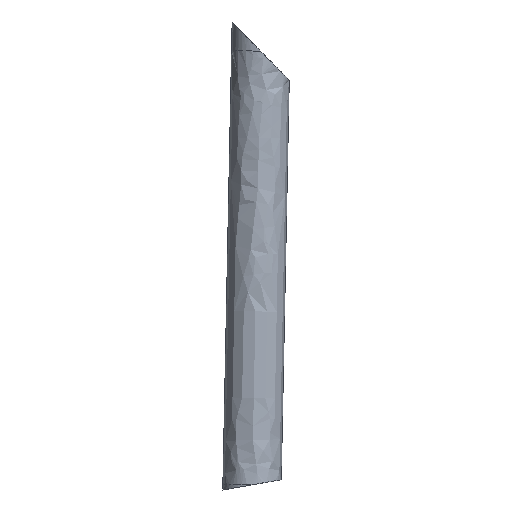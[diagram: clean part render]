
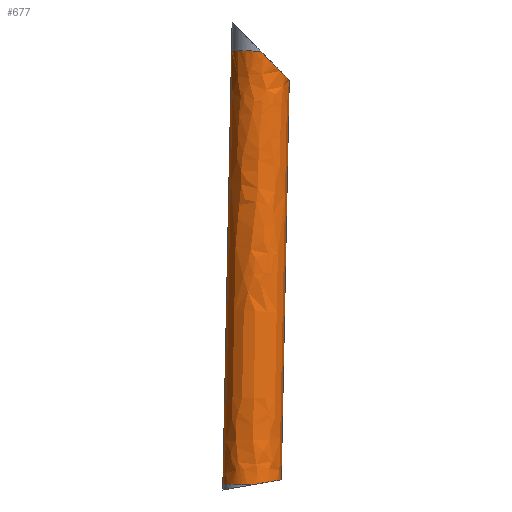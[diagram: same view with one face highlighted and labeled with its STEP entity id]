
A CAD part, left-side view. The second image highlights one B-rep face of the part: STEP entity #677.
In plain terms, the highlighted free-form (B-spline) face has degree [5, 4] with [6, 5] control points.
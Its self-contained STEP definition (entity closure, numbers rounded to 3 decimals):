
#61=CARTESIAN_POINT('Vertex',(-2165.,305.777,326.693)) ;
#66=CARTESIAN_POINT('Axis2P3D Location',(-2165.,293.28,326.443)) ;
#70=CARTESIAN_POINT('Vertex',(-2177.5,293.28,326.443)) ;
#277=CARTESIAN_POINT('Vertex',(-2165.,309.497,140.73)) ;
#418=CARTESIAN_POINT('Control Point',(-2165.,284.453,142.684)) ;
#419=CARTESIAN_POINT('Control Point',(-2166.115,284.453,142.684)) ;
#420=CARTESIAN_POINT('Control Point',(-2167.244,284.578,142.662)) ;
#421=CARTESIAN_POINT('Control Point',(-2168.367,284.834,142.617)) ;
#422=CARTESIAN_POINT('Control Point',(-2170.527,285.6,142.483)) ;
#423=CARTESIAN_POINT('Control Point',(-2172.484,286.852,142.263)) ;
#424=CARTESIAN_POINT('Control Point',(-2173.381,287.584,142.134)) ;
#425=CARTESIAN_POINT('Control Point',(-2174.993,289.244,141.843)) ;
#426=CARTESIAN_POINT('Control Point',(-2176.194,291.237,141.492)) ;
#427=CARTESIAN_POINT('Control Point',(-2176.676,292.3,141.306)) ;
#428=CARTESIAN_POINT('Control Point',(-2177.185,293.882,141.028)) ;
#429=CARTESIAN_POINT('Control Point',(-2177.427,295.519,140.74)) ;
#430=CARTESIAN_POINT('Control Point',(-2177.476,296.011,140.654)) ;
#431=CARTESIAN_POINT('Control Point',(-2177.5,296.506,140.567)) ;
#432=CARTESIAN_POINT('Control Point',(-2177.5,297.,140.48)) ;
#433=CARTESIAN_POINT('Vertex',(-2165.,284.453,142.684)) ;
#435=CARTESIAN_POINT('Vertex',(-2177.5,297.,140.48)) ;
#485=CARTESIAN_POINT('Axis2P3D Location',(-2165.,297.,140.48)) ;
#528=CARTESIAN_POINT('Control Point',(-2165.,305.777,326.693)) ;
#529=CARTESIAN_POINT('Control Point',(-2165.,306.521,289.5)) ;
#530=CARTESIAN_POINT('Control Point',(-2165.,307.265,252.308)) ;
#531=CARTESIAN_POINT('Control Point',(-2165.,308.009,215.115)) ;
#532=CARTESIAN_POINT('Control Point',(-2165.,308.753,177.923)) ;
#533=CARTESIAN_POINT('Control Point',(-2165.,309.497,140.73)) ;
#560=CARTESIAN_POINT('Vertex',(-2165.,281.028,313.943)) ;
#564=CARTESIAN_POINT('Control Point',(-2165.,281.028,313.943)) ;
#565=CARTESIAN_POINT('Control Point',(-2165.,281.713,279.691)) ;
#566=CARTESIAN_POINT('Control Point',(-2165.,282.398,245.439)) ;
#567=CARTESIAN_POINT('Control Point',(-2165.,283.083,211.188)) ;
#568=CARTESIAN_POINT('Control Point',(-2165.,283.768,176.936)) ;
#569=CARTESIAN_POINT('Control Point',(-2165.,284.453,142.684)) ;
#586=CARTESIAN_POINT('Control Point',(-2165.,281.028,313.943)) ;
#587=CARTESIAN_POINT('Control Point',(-2165.617,281.028,313.943)) ;
#588=CARTESIAN_POINT('Control Point',(-2166.238,281.065,313.981)) ;
#589=CARTESIAN_POINT('Control Point',(-2166.858,281.141,314.058)) ;
#590=CARTESIAN_POINT('Control Point',(-2168.005,281.353,314.275)) ;
#591=CARTESIAN_POINT('Control Point',(-2169.103,281.689,314.617)) ;
#592=CARTESIAN_POINT('Control Point',(-2169.602,281.871,314.803)) ;
#593=CARTESIAN_POINT('Control Point',(-2170.606,282.297,315.238)) ;
#594=CARTESIAN_POINT('Control Point',(-2171.533,282.813,315.764)) ;
#595=CARTESIAN_POINT('Control Point',(-2171.99,283.102,316.059)) ;
#596=CARTESIAN_POINT('Control Point',(-2173.464,284.146,317.124)) ;
#597=CARTESIAN_POINT('Control Point',(-2174.663,285.374,318.377)) ;
#598=CARTESIAN_POINT('Control Point',(-2175.371,286.302,319.324)) ;
#599=CARTESIAN_POINT('Control Point',(-2176.513,288.211,321.272)) ;
#600=CARTESIAN_POINT('Control Point',(-2177.176,290.231,323.333)) ;
#601=CARTESIAN_POINT('Control Point',(-2177.392,291.242,324.364)) ;
#602=CARTESIAN_POINT('Control Point',(-2177.5,292.261,325.403)) ;
#603=CARTESIAN_POINT('Control Point',(-2177.5,293.28,326.443)) ;
#639=CARTESIAN_POINT('Control Point',(-2165.,280.783,326.193)) ;
#640=CARTESIAN_POINT('Control Point',(-2177.5,280.783,326.193)) ;
#641=CARTESIAN_POINT('Control Point',(-2183.75,293.28,326.443)) ;
#642=CARTESIAN_POINT('Control Point',(-2177.5,305.777,326.693)) ;
#643=CARTESIAN_POINT('Control Point',(-2165.,305.777,326.693)) ;
#644=CARTESIAN_POINT('Control Point',(-2165.,281.527,289.)) ;
#645=CARTESIAN_POINT('Control Point',(-2177.5,281.527,289.)) ;
#646=CARTESIAN_POINT('Control Point',(-2183.75,294.024,289.25)) ;
#647=CARTESIAN_POINT('Control Point',(-2177.5,306.521,289.5)) ;
#648=CARTESIAN_POINT('Control Point',(-2165.,306.521,289.5)) ;
#649=CARTESIAN_POINT('Control Point',(-2165.,282.271,251.808)) ;
#650=CARTESIAN_POINT('Control Point',(-2177.5,282.271,251.808)) ;
#651=CARTESIAN_POINT('Control Point',(-2183.75,294.768,252.058)) ;
#652=CARTESIAN_POINT('Control Point',(-2177.5,307.265,252.308)) ;
#653=CARTESIAN_POINT('Control Point',(-2165.,307.265,252.308)) ;
#654=CARTESIAN_POINT('Control Point',(-2165.,283.015,214.615)) ;
#655=CARTESIAN_POINT('Control Point',(-2177.5,283.015,214.615)) ;
#656=CARTESIAN_POINT('Control Point',(-2183.75,295.512,214.865)) ;
#657=CARTESIAN_POINT('Control Point',(-2177.5,308.009,215.115)) ;
#658=CARTESIAN_POINT('Control Point',(-2165.,308.009,215.115)) ;
#659=CARTESIAN_POINT('Control Point',(-2165.,283.759,177.423)) ;
#660=CARTESIAN_POINT('Control Point',(-2177.5,283.759,177.423)) ;
#661=CARTESIAN_POINT('Control Point',(-2183.75,296.256,177.673)) ;
#662=CARTESIAN_POINT('Control Point',(-2177.5,308.753,177.923)) ;
#663=CARTESIAN_POINT('Control Point',(-2165.,308.753,177.923)) ;
#664=CARTESIAN_POINT('Control Point',(-2165.,284.503,140.23)) ;
#665=CARTESIAN_POINT('Control Point',(-2177.5,284.503,140.23)) ;
#666=CARTESIAN_POINT('Control Point',(-2183.75,297.,140.48)) ;
#667=CARTESIAN_POINT('Control Point',(-2177.5,309.497,140.73)) ;
#668=CARTESIAN_POINT('Control Point',(-2165.,309.497,140.73)) ;
#67=DIRECTION('Axis2P3D Direction',(0.,0.02,-1.)) ;
#486=DIRECTION('Axis2P3D Direction',(0.,0.02,-1.)) ;
#68=AXIS2_PLACEMENT_3D('Circle Axis2P3D',#66,#67,$) ;
#487=AXIS2_PLACEMENT_3D('Circle Axis2P3D',#485,#486,$) ;
#670=ORIENTED_EDGE('',*,*,#437,.F.) ;
#671=ORIENTED_EDGE('',*,*,#570,.F.) ;
#672=ORIENTED_EDGE('',*,*,#604,.T.) ;
#673=ORIENTED_EDGE('',*,*,#72,.T.) ;
#674=ORIENTED_EDGE('',*,*,#534,.T.) ;
#675=ORIENTED_EDGE('',*,*,#489,.F.) ;
#677=ADVANCED_FACE('Corps principal',(#676),#638,.F.) ;
#417=B_SPLINE_CURVE_WITH_KNOTS('',5,(#418,#419,#420,#421,#422,#423,#424,#425,#426,#427,#428,#429,#430,#431,#432),.UNSPECIFIED.,.F.,.U.,(6,3,3,3,6),(0.,8.332,16.471,24.585,28.046),.UNSPECIFIED.) ;
#585=B_SPLINE_CURVE_WITH_KNOTS('',5,(#586,#587,#588,#589,#590,#591,#592,#593,#594,#595,#596,#597,#598,#599,#600,#601,#602,#603),.UNSPECIFIED.,.F.,.U.,(6,3,3,3,3,6),(0.,4.611,8.652,13.018,23.469,33.627),.UNSPECIFIED.) ;
#69=CIRCLE('generated circle',#68,12.5) ;
#488=CIRCLE('generated circle',#487,12.5) ;
#72=EDGE_CURVE('',#71,#62,#69,.T.) ;
#437=EDGE_CURVE('',#434,#436,#417,.T.) ;
#489=EDGE_CURVE('',#436,#278,#488,.T.) ;
#534=EDGE_CURVE('',#62,#278,#527,.T.) ;
#570=EDGE_CURVE('',#561,#434,#563,.T.) ;
#604=EDGE_CURVE('',#561,#71,#585,.T.) ;
#669=EDGE_LOOP('',(#670,#671,#672,#673,#674,#675)) ;
#676=FACE_OUTER_BOUND('',#669,.T.) ;
#62=VERTEX_POINT('',#61) ;
#71=VERTEX_POINT('',#70) ;
#278=VERTEX_POINT('',#277) ;
#434=VERTEX_POINT('',#433) ;
#436=VERTEX_POINT('',#435) ;
#561=VERTEX_POINT('',#560) ;
#527=(BOUNDED_CURVE()B_SPLINE_CURVE(5,(#528,#529,#530,#531,#532,#533),.UNSPECIFIED.,.F.,.U.)B_SPLINE_CURVE_WITH_KNOTS((6,6),(0.,186.),.UNSPECIFIED.)CURVE()GEOMETRIC_REPRESENTATION_ITEM()RATIONAL_B_SPLINE_CURVE((1.,1.,1.,1.,1.,1.))REPRESENTATION_ITEM('')) ;
#563=(BOUNDED_CURVE()B_SPLINE_CURVE(5,(#564,#565,#566,#567,#568,#569),.UNSPECIFIED.,.F.,.U.)B_SPLINE_CURVE_WITH_KNOTS((6,6),(12.252,183.545),.UNSPECIFIED.)CURVE()GEOMETRIC_REPRESENTATION_ITEM()RATIONAL_B_SPLINE_CURVE((1.,1.,1.,1.,1.,1.))REPRESENTATION_ITEM('')) ;
#638=(BOUNDED_SURFACE()B_SPLINE_SURFACE(5,4,((#639,#640,#641,#642,#643),(#644,#645,#646,#647,#648),(#649,#650,#651,#652,#653),(#654,#655,#656,#657,#658),(#659,#660,#661,#662,#663),(#664,#665,#666,#667,#668)),.UNSPECIFIED.,.F.,.F.,.U.)B_SPLINE_SURFACE_WITH_KNOTS((6,6),(5,5),(0.,186.),(39.27,78.54),.UNSPECIFIED.)GEOMETRIC_REPRESENTATION_ITEM()RATIONAL_B_SPLINE_SURFACE(((1.,0.707,0.667,0.707,1.),(1.,0.707,0.667,0.707,1.),(1.,0.707,0.667,0.707,1.),(1.,0.707,0.667,0.707,1.),(1.,0.707,0.667,0.707,1.),(1.,0.707,0.667,0.707,1.)))REPRESENTATION_ITEM('Rational BSpline Surface')SURFACE()) ;
